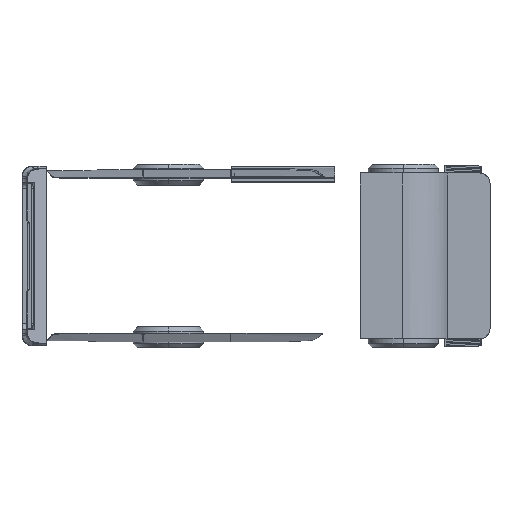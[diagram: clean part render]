
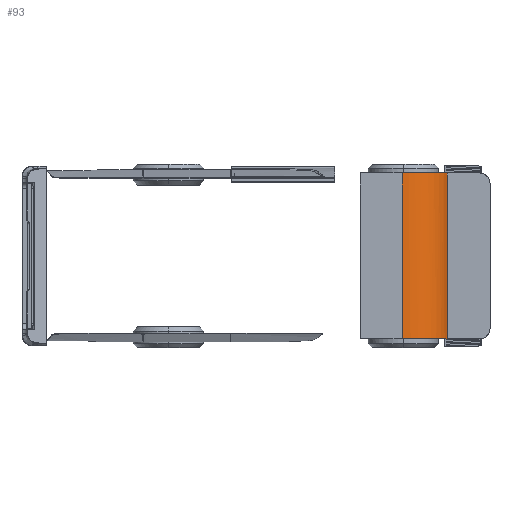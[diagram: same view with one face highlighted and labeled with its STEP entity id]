
A CAD part, top view. The second image highlights one B-rep face of the part: STEP entity #93.
In plain terms, the highlighted free-form (B-spline) face has degree [2, 1] with [3, 2] control points.
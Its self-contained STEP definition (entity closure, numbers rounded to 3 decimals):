
#93 = ADVANCED_FACE('',(#94),#126,.T.);
#94 = FACE_BOUND('',#95,.T.);
#95 = EDGE_LOOP('',(#96,#105,#113,#120));
#96 = ORIENTED_EDGE('',*,*,#97,.F.);
#97 = EDGE_CURVE('',#98,#100,#102,.T.);
#98 = VERTEX_POINT('',#99);
#99 = CARTESIAN_POINT('',(-1058.356,825.11,
    1251.928));
#100 = VERTEX_POINT('',#101);
#101 = CARTESIAN_POINT('',(-1058.356,-825.11,
    1251.928));
#102 = B_SPLINE_CURVE_WITH_KNOTS('',1,(#103,#104),.UNSPECIFIED.,.F.,.F.,
  (2,2),(0.,1588.),.PIECEWISE_BEZIER_KNOTS.);
#103 = CARTESIAN_POINT('',(-1058.356,825.11,
    1251.928));
#104 = CARTESIAN_POINT('',(-1058.356,-825.11,
    1251.928));
#105 = ORIENTED_EDGE('',*,*,#106,.F.);
#106 = EDGE_CURVE('',#107,#98,#109,.T.);
#107 = VERTEX_POINT('',#108);
#108 = CARTESIAN_POINT('',(-611.13,825.11,
    941.93));
#109 = ( BOUNDED_CURVE() B_SPLINE_CURVE(2,(#110,#111,#112),
.UNSPECIFIED.,.F.,.F.) B_SPLINE_CURVE_WITH_KNOTS((3,3),(
0.,1.212),.PIECEWISE_BEZIER_KNOTS.) CURVE() 
GEOMETRIC_REPRESENTATION_ITEM() RATIONAL_B_SPLINE_CURVE((1.,
0.822,1.)) REPRESENTATION_ITEM('') );
#110 = CARTESIAN_POINT('',(-611.13,825.11,
    941.93));
#111 = CARTESIAN_POINT('',(-727.304,825.11,
    1251.928));
#112 = CARTESIAN_POINT('',(-1058.356,825.11,
    1251.928));
#113 = ORIENTED_EDGE('',*,*,#114,.F.);
#114 = EDGE_CURVE('',#115,#107,#117,.T.);
#115 = VERTEX_POINT('',#116);
#116 = CARTESIAN_POINT('',(-611.13,-825.11,
    941.93));
#117 = B_SPLINE_CURVE_WITH_KNOTS('',1,(#118,#119),.UNSPECIFIED.,.F.,.F.,
  (2,2),(0.,1588.),.PIECEWISE_BEZIER_KNOTS.);
#118 = CARTESIAN_POINT('',(-611.13,-825.11,
    941.93));
#119 = CARTESIAN_POINT('',(-611.13,825.11,
    941.93));
#120 = ORIENTED_EDGE('',*,*,#121,.F.);
#121 = EDGE_CURVE('',#100,#115,#122,.T.);
#122 = ( BOUNDED_CURVE() B_SPLINE_CURVE(2,(#123,#124,#125),
.UNSPECIFIED.,.F.,.F.) B_SPLINE_CURVE_WITH_KNOTS((3,3),(0.,
1.212),.PIECEWISE_BEZIER_KNOTS.) CURVE() 
GEOMETRIC_REPRESENTATION_ITEM() RATIONAL_B_SPLINE_CURVE((1.,
0.822,1.)) REPRESENTATION_ITEM('') );
#123 = CARTESIAN_POINT('',(-1058.356,-825.11,
    1251.928));
#124 = CARTESIAN_POINT('',(-727.304,-825.11,
    1251.928));
#125 = CARTESIAN_POINT('',(-611.13,-825.11,
    941.93));
#126 = ( BOUNDED_SURFACE() B_SPLINE_SURFACE(2,1,(
    (#127,#128)
    ,(#129,#130)
,(#131,#132
    )),.UNSPECIFIED.,.F.,.F.,.F.) B_SPLINE_SURFACE_WITH_KNOTS((3,3),(2,2
    ),(5.071,6.283),(0.,1588.),
.PIECEWISE_BEZIER_KNOTS.) GEOMETRIC_REPRESENTATION_ITEM() 
RATIONAL_B_SPLINE_SURFACE((
    (1.,1.)
    ,(0.822,0.822)
,(1.,1.))) REPRESENTATION_ITEM('') SURFACE() );
#127 = CARTESIAN_POINT('',(-611.13,-825.11,
    941.93));
#128 = CARTESIAN_POINT('',(-611.13,825.11,
    941.93));
#129 = CARTESIAN_POINT('',(-727.304,-825.11,
    1251.928));
#130 = CARTESIAN_POINT('',(-727.304,825.11,
    1251.928));
#131 = CARTESIAN_POINT('',(-1058.356,-825.11,
    1251.928));
#132 = CARTESIAN_POINT('',(-1058.356,825.11,
    1251.928));
